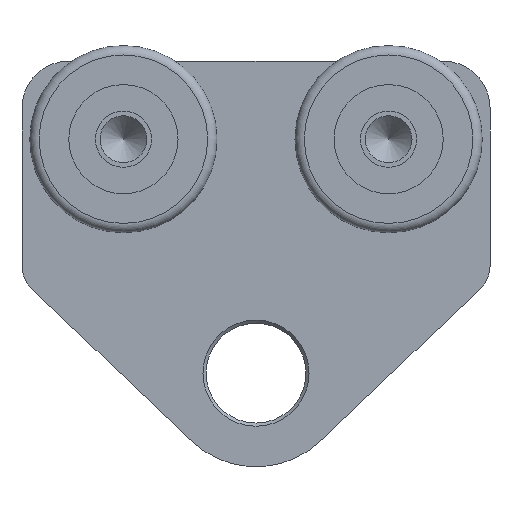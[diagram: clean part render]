
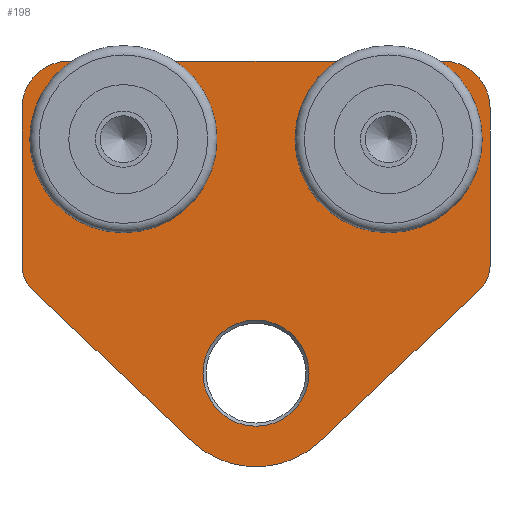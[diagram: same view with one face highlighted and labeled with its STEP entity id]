
A CAD part, front view. The second image highlights one B-rep face of the part: STEP entity #198.
In plain terms, the highlighted planar face has unit normal (0, -1, 0).
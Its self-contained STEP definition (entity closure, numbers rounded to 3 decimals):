
#198=ADVANCED_FACE('',(#368,#369),#370,.F.);
#368=FACE_BOUND('',#573,.T.);
#369=FACE_OUTER_BOUND('',#574,.T.);
#370=PLANE('',#575);
#573=EDGE_LOOP('',(#790));
#574=EDGE_LOOP('',(#791,#792,#793,#794,#795,#796,#797,#798,#799,#800));
#575=AXIS2_PLACEMENT_3D('',#801,#802,#803);
#790=ORIENTED_EDGE('',*,*,#1102,.T.);
#791=ORIENTED_EDGE('',*,*,#1103,.F.);
#792=ORIENTED_EDGE('',*,*,#1104,.T.);
#793=ORIENTED_EDGE('',*,*,#1105,.T.);
#794=ORIENTED_EDGE('',*,*,#1106,.T.);
#795=ORIENTED_EDGE('',*,*,#1107,.T.);
#796=ORIENTED_EDGE('',*,*,#1108,.T.);
#797=ORIENTED_EDGE('',*,*,#1090,.F.);
#798=ORIENTED_EDGE('',*,*,#1109,.T.);
#799=ORIENTED_EDGE('',*,*,#1110,.F.);
#800=ORIENTED_EDGE('',*,*,#1077,.F.);
#801=CARTESIAN_POINT('',(-75.,11.444,130.));
#802=DIRECTION('',(0.,1.,0.));
#803=DIRECTION('',(0.,0.,1.));
#1077=EDGE_CURVE('',#1199,#1201,#1202,.T.);
#1090=EDGE_CURVE('',#1221,#1223,#1224,.T.);
#1102=EDGE_CURVE('',#1241,#1241,#1242,.T.);
#1103=EDGE_CURVE('',#1243,#1199,#1244,.T.);
#1104=EDGE_CURVE('',#1243,#1245,#1246,.F.);
#1105=EDGE_CURVE('',#1245,#1247,#1248,.T.);
#1106=EDGE_CURVE('',#1247,#1249,#1250,.F.);
#1107=EDGE_CURVE('',#1249,#1251,#1252,.T.);
#1108=EDGE_CURVE('',#1251,#1223,#1253,.F.);
#1109=EDGE_CURVE('',#1221,#1254,#1255,.F.);
#1110=EDGE_CURVE('',#1201,#1254,#1256,.T.);
#1199=VERTEX_POINT('',#1374);
#1201=VERTEX_POINT('',#1377);
#1202=CIRCLE('',#1378,30.);
#1221=VERTEX_POINT('',#1399);
#1223=VERTEX_POINT('',#1402);
#1224=LINE('',#1403,#1404);
#1241=VERTEX_POINT('',#1422);
#1242=CIRCLE('',#1423,17.);
#1243=VERTEX_POINT('',#1424);
#1244=LINE('',#1425,#1426);
#1245=VERTEX_POINT('',#1427);
#1246=CIRCLE('',#1428,10.);
#1247=VERTEX_POINT('',#1429);
#1248=LINE('',#1430,#1431);
#1249=VERTEX_POINT('',#1432);
#1250=CIRCLE('',#1433,15.);
#1251=VERTEX_POINT('',#1434);
#1252=LINE('',#1435,#1436);
#1253=CIRCLE('',#1437,15.);
#1254=VERTEX_POINT('',#1438);
#1255=CIRCLE('',#1439,10.);
#1256=LINE('',#1440,#1441);
#1374=CARTESIAN_POINT('',(-20.69,11.444,121.724));
#1377=CARTESIAN_POINT('',(20.69,11.444,121.724));
#1378=AXIS2_PLACEMENT_3D('',#1569,#1570,#1571);
#1399=CARTESIAN_POINT('',(75.,11.444,65.714));
#1402=CARTESIAN_POINT('',(75.,11.444,15.));
#1403=CARTESIAN_POINT('',(75.,11.444,130.));
#1404=VECTOR('',#1590,1.);
#1422=CARTESIAN_POINT('',(0.,11.444,117.));
#1423=AXIS2_PLACEMENT_3D('',#1607,#1608,#1609);
#1424=CARTESIAN_POINT('',(-71.897,11.444,72.956));
#1425=CARTESIAN_POINT('',(-75.,11.444,70.));
#1426=VECTOR('',#1610,1.);
#1427=CARTESIAN_POINT('',(-75.,11.444,65.714));
#1428=AXIS2_PLACEMENT_3D('',#1611,#1612,#1613);
#1429=CARTESIAN_POINT('',(-75.,11.444,15.));
#1430=CARTESIAN_POINT('',(-75.,11.444,130.));
#1431=VECTOR('',#1614,1.);
#1432=CARTESIAN_POINT('',(-60.,11.444,0.));
#1433=AXIS2_PLACEMENT_3D('',#1615,#1616,#1617);
#1434=CARTESIAN_POINT('',(60.,11.444,0.));
#1435=CARTESIAN_POINT('',(-75.,11.444,0.));
#1436=VECTOR('',#1618,1.);
#1437=AXIS2_PLACEMENT_3D('',#1619,#1620,#1621);
#1438=CARTESIAN_POINT('',(71.897,11.444,72.956));
#1439=AXIS2_PLACEMENT_3D('',#1622,#1623,#1624);
#1440=CARTESIAN_POINT('',(20.69,11.444,121.724));
#1441=VECTOR('',#1625,1.);
#1569=CARTESIAN_POINT('',(0.,11.444,100.));
#1570=DIRECTION('',(0.,1.,0.));
#1571=DIRECTION('',(1.,0.,0.));
#1590=DIRECTION('',(0.,0.,-1.));
#1607=CARTESIAN_POINT('',(0.,11.444,100.));
#1608=DIRECTION('',(0.,1.,0.));
#1609=DIRECTION('',(0.,0.,1.));
#1610=DIRECTION('',(0.724,0.,0.69));
#1611=CARTESIAN_POINT('',(-65.,11.444,65.714));
#1612=DIRECTION('',(0.,1.,0.));
#1613=DIRECTION('',(0.,0.,1.));
#1614=DIRECTION('',(0.,0.,-1.));
#1615=CARTESIAN_POINT('',(-60.,11.444,15.));
#1616=DIRECTION('',(0.,1.,0.));
#1617=DIRECTION('',(0.,0.,1.));
#1618=DIRECTION('',(1.,0.,0.));
#1619=CARTESIAN_POINT('',(60.,11.444,15.));
#1620=DIRECTION('',(0.,1.,0.));
#1621=DIRECTION('',(0.,0.,1.));
#1622=CARTESIAN_POINT('',(65.,11.444,65.714));
#1623=DIRECTION('',(0.,1.,0.));
#1624=DIRECTION('',(0.,0.,1.));
#1625=DIRECTION('',(0.724,0.,-0.69));
